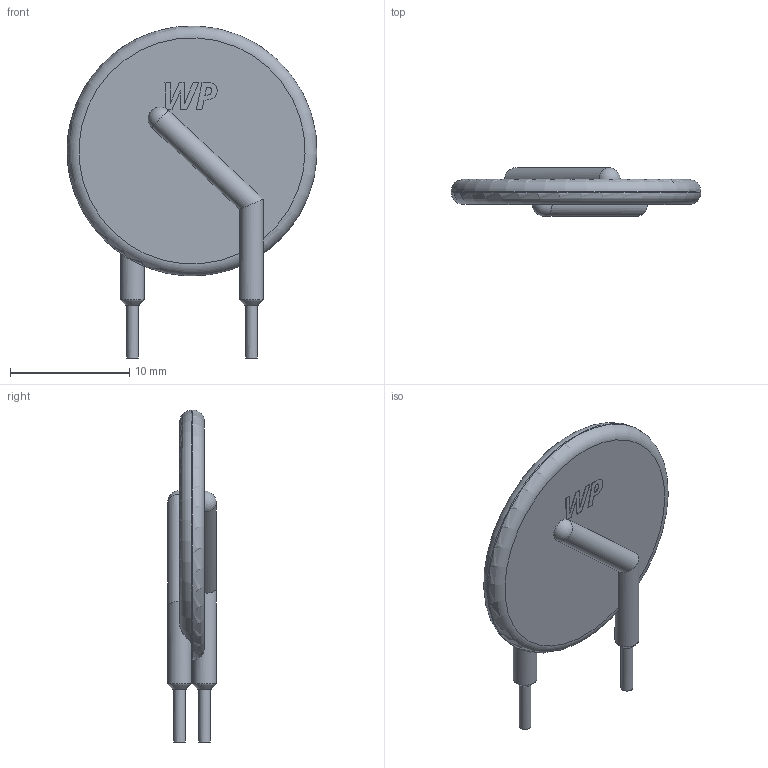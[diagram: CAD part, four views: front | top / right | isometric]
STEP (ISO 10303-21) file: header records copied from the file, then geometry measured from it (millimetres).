
FILE_DESCRIPTION(/* description */ ('STEP AP214'),/* implementation_level */ '2;1');
FILE_NAME(/* name */ '604be0fdfd62d4147c54724e',/* time_stamp */ '2021-03-12T21:45:34+00:00',/* author */ (''),/* organization */ (''),/* preprocessor_version */ 'ST-DEVELOPER v18.1',/* originating_system */ ' ',/* authorisation */ ' ');
FILE_SCHEMA (('AUTOMOTIVE_DESIGN {1 0 10303 214 3 1 1}'));
Length unit declared in the file: metre
Products named in the file (1): Part 1
Bounding box: 20.99 x 4.1 x 27.9 mm (x, y, z)
Volume: 779.8 mm3; surface area: 889.4 mm2
Topology: 1 solids, 1 shells, 60 faces, 163 edges, 105 vertices
Faces by surface type: plane 32, bspline 17, cylinder 7, sphere 2, torus 2
Full cylindrical faces by diameter (mm): 1 x2, 2 x2, 21 x1
Entity records: 2089 total; most frequent: CARTESIAN_POINT 717, ORIENTED_EDGE 302, DIRECTION 217, EDGE_CURVE 151, VERTEX_POINT 102, LINE 97, VECTOR 97, EDGE_LOOP 69
